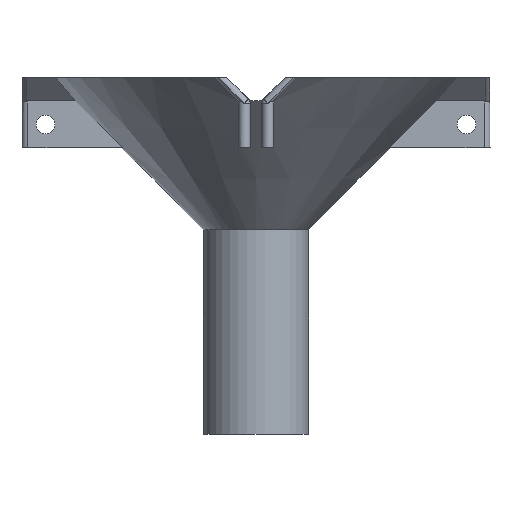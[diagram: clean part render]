
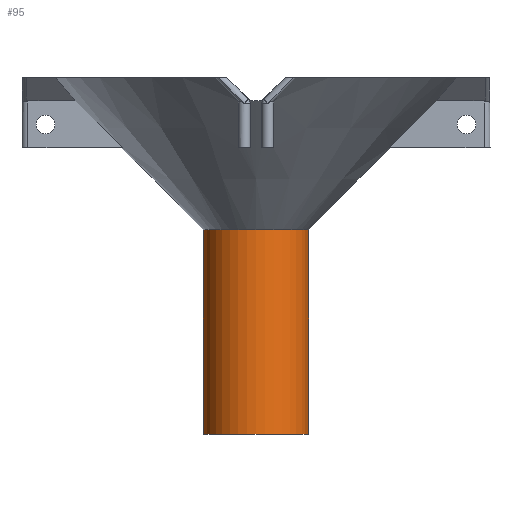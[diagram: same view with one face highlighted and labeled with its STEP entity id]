
A CAD part, front view. The second image highlights one B-rep face of the part: STEP entity #95.
In plain terms, the highlighted cylindrical face has radius 9 mm (diameter 18 mm), a full revolution.
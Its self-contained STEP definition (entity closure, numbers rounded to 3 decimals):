
#95=ADVANCED_FACE('',(#514,#516),#518,.T.);
#514=FACE_BOUND('',#515,.T.);
#515=EDGE_LOOP('',(#1769,#1770));
#516=FACE_OUTER_BOUND('',#517,.T.);
#517=EDGE_LOOP('',(#1771));
#518=CYLINDRICAL_SURFACE('',#519,9.);
#519=AXIS2_PLACEMENT_3D('',#520,#521,#522);
#520=CARTESIAN_POINT('',(0.,0.,0.));
#521=DIRECTION('',(0.,0.,1.));
#522=DIRECTION('',(-1.,0.,0.));
#1769=ORIENTED_EDGE('',*,*,#2128,.F.);
#1770=ORIENTED_EDGE('',*,*,#2127,.F.);
#1771=ORIENTED_EDGE('',*,*,#2174,.T.);
#2127=EDGE_CURVE('',#2506,#2507,#2508,.T.);
#2128=EDGE_CURVE('',#2507,#2506,#2509,.T.);
#2174=EDGE_CURVE('',#2587,#2587,#2588,.T.);
#2506=VERTEX_POINT('',#3775);
#2507=VERTEX_POINT('',#3776);
#2508=CIRCLE('',#3777,9.);
#2509=CIRCLE('',#3781,9.);
#2587=VERTEX_POINT('',#3965);
#2588=CIRCLE('',#3966,9.);
#3775=CARTESIAN_POINT('',(0.,-9.,35.));
#3776=CARTESIAN_POINT('',(-9.,0.,35.));
#3777=AXIS2_PLACEMENT_3D('',#3778,#3779,#3780);
#3778=CARTESIAN_POINT('',(0.,0.,35.));
#3779=DIRECTION('',(0.,0.,1.));
#3780=DIRECTION('',(0.,-1.,0.));
#3781=AXIS2_PLACEMENT_3D('',#3782,#3783,#3784);
#3782=CARTESIAN_POINT('',(0.,0.,35.));
#3783=DIRECTION('',(0.,0.,1.));
#3784=DIRECTION('',(-1.,0.,0.));
#3965=CARTESIAN_POINT('',(-9.,0.,0.));
#3966=AXIS2_PLACEMENT_3D('',#3967,#3968,#3969);
#3967=CARTESIAN_POINT('',(0.,0.,0.));
#3968=DIRECTION('',(0.,0.,1.));
#3969=DIRECTION('',(-1.,0.,0.));
